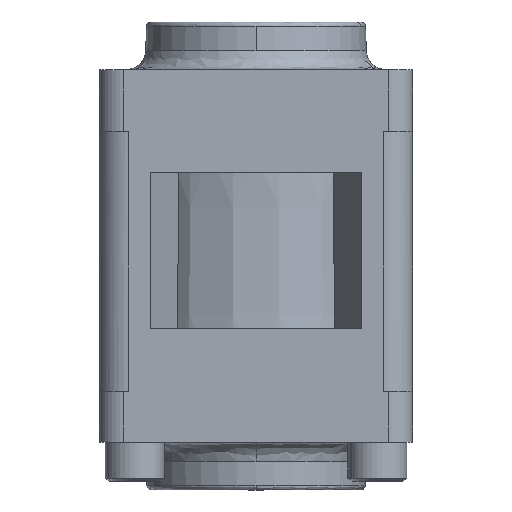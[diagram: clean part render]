
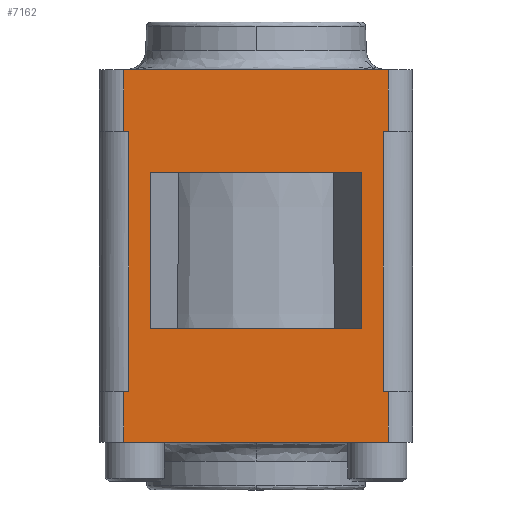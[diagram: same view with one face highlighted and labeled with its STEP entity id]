
A CAD part, front view. The second image highlights one B-rep face of the part: STEP entity #7162.
In plain terms, the highlighted planar face has unit normal (0, -1, 0).
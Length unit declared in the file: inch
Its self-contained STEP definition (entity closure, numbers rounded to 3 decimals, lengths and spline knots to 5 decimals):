
#103 = ORIENTED_EDGE ( 'NONE', *, *, #8637, .F. ) ;
#108 = LINE ( 'NONE', #12331, #8831 ) ;
#139 = EDGE_CURVE ( 'NONE', #11397, #260, #11903, .T. ) ;
#260 = VERTEX_POINT ( 'NONE', #12945 ) ;
#332 = LINE ( 'NONE', #4755, #12033 ) ;
#750 = CARTESIAN_POINT ( 'NONE',  ( -1., -1., -1.98515 ) ) ;
#821 = LINE ( 'NONE', #3019, #10446 ) ;
#946 = VERTEX_POINT ( 'NONE', #9530 ) ;
#973 = DIRECTION ( 'NONE',  ( 0., 0., 1. ) ) ;
#1108 = CARTESIAN_POINT ( 'NONE',  ( 0.8125, -1., -1.66015 ) ) ;
#1217 = CARTESIAN_POINT ( 'NONE',  ( -0.8125, -1., -1.66015 ) ) ;
#1515 = ORIENTED_EDGE ( 'NONE', *, *, #11682, .T. ) ;
#1662 = EDGE_CURVE ( 'NONE', #5074, #11502, #332, .T. ) ;
#1677 = EDGE_CURVE ( 'NONE', #6997, #11502, #108, .T. ) ;
#1877 = DIRECTION ( 'NONE',  ( 0., 0., 1. ) ) ;
#2394 = DIRECTION ( 'NONE',  ( -1., 0., 0. ) ) ;
#2460 = VECTOR ( 'NONE', #7383, 39.37008 ) ;
#2541 = VERTEX_POINT ( 'NONE', #9403 ) ;
#2559 = EDGE_CURVE ( 'NONE', #8753, #2541, #7340, .T. ) ;
#2625 = FACE_OUTER_BOUND ( 'NONE', #10539, .T. ) ;
#2722 = EDGE_CURVE ( 'NONE', #6045, #3112, #8244, .T. ) ;
#2723 = VECTOR ( 'NONE', #10866, 39.37008 ) ;
#2740 = DIRECTION ( 'NONE',  ( 1., 0., 0. ) ) ;
#2778 = EDGE_CURVE ( 'NONE', #11397, #946, #11882, .T. ) ;
#2859 = EDGE_CURVE ( 'NONE', #6007, #8652, #821, .T. ) ;
#3019 = CARTESIAN_POINT ( 'NONE',  ( 0., -1., -0.26215 ) ) ;
#3112 = VERTEX_POINT ( 'NONE', #4804 ) ;
#3489 = VECTOR ( 'NONE', #1877, 39.37008 ) ;
#3580 = ORIENTED_EDGE ( 'NONE', *, *, #6490, .T. ) ;
#3608 = VECTOR ( 'NONE', #2740, 39.37008 ) ;
#3751 = EDGE_CURVE ( 'NONE', #946, #6997, #11830, .T. ) ;
#3958 = CARTESIAN_POINT ( 'NONE',  ( 0., -1., -1.66015 ) ) ;
#3979 = CARTESIAN_POINT ( 'NONE',  ( 0., -1., -1.66015 ) ) ;
#3998 = VERTEX_POINT ( 'NONE', #9019 ) ;
#4011 = CARTESIAN_POINT ( 'NONE',  ( -0.844, -1., -1.98515 ) ) ;
#4327 = ORIENTED_EDGE ( 'NONE', *, *, #139, .F. ) ;
#4361 = ORIENTED_EDGE ( 'NONE', *, *, #7934, .F. ) ;
#4387 = CARTESIAN_POINT ( 'NONE',  ( -0.844, -1., -1.66015 ) ) ;
#4555 = ORIENTED_EDGE ( 'NONE', *, *, #2722, .T. ) ;
#4577 = VECTOR ( 'NONE', #5108, 39.37008 ) ;
#4595 = CARTESIAN_POINT ( 'NONE',  ( 0.675, -1., -1.26015 ) ) ;
#4755 = CARTESIAN_POINT ( 'NONE',  ( -1.0475, -1., 0. ) ) ;
#4799 = ORIENTED_EDGE ( 'NONE', *, *, #1677, .T. ) ;
#4804 = CARTESIAN_POINT ( 'NONE',  ( 0.844, -1., -1.98515 ) ) ;
#4912 = DIRECTION ( 'NONE',  ( 0., 0., -1. ) ) ;
#5021 = LINE ( 'NONE', #11729, #3489 ) ;
#5074 = VERTEX_POINT ( 'NONE', #14090 ) ;
#5101 = VECTOR ( 'NONE', #12597, 39.37008 ) ;
#5108 = DIRECTION ( 'NONE',  ( -1., 0., 0. ) ) ;
#5163 = CARTESIAN_POINT ( 'NONE',  ( 0.675, -1., -0.26215 ) ) ;
#5356 = DIRECTION ( 'NONE',  ( 0., 0., 1. ) ) ;
#5415 = VECTOR ( 'NONE', #5356, 39.37008 ) ;
#5496 = AXIS2_PLACEMENT_3D ( 'NONE', #3979, #11484, #4912 ) ;
#5639 = CARTESIAN_POINT ( 'NONE',  ( -0.675, -1., -1.26015 ) ) ;
#5719 = DIRECTION ( 'NONE',  ( 0., 0., -1. ) ) ;
#5920 = VECTOR ( 'NONE', #12690, 39.37008 ) ;
#6007 = VERTEX_POINT ( 'NONE', #6910 ) ;
#6045 = VERTEX_POINT ( 'NONE', #11536 ) ;
#6062 = FACE_BOUND ( 'NONE', #6667, .T. ) ;
#6234 = LINE ( 'NONE', #4011, #5101 ) ;
#6490 = EDGE_CURVE ( 'NONE', #13761, #10941, #6518, .T. ) ;
#6518 = LINE ( 'NONE', #13083, #2723 ) ;
#6531 = LINE ( 'NONE', #1108, #9818 ) ;
#6667 = EDGE_LOOP ( 'NONE', ( #103, #3580, #1515, #12952 ) ) ;
#6684 = ORIENTED_EDGE ( 'NONE', *, *, #8614, .T. ) ;
#6790 = LINE ( 'NONE', #1217, #13010 ) ;
#6910 = CARTESIAN_POINT ( 'NONE',  ( -0.675, -1., -0.26215 ) ) ;
#6991 = DIRECTION ( 'NONE',  ( 0., 0., -1. ) ) ;
#6997 = VERTEX_POINT ( 'NONE', #13494 ) ;
#7026 = EDGE_CURVE ( 'NONE', #5074, #3998, #6790, .T. ) ;
#7083 = ORIENTED_EDGE ( 'NONE', *, *, #7409, .T. ) ;
#7162 = ADVANCED_FACE ( 'NONE', ( #6062, #2625 ), #10411, .T. ) ;
#7340 = LINE ( 'NONE', #13974, #11354 ) ;
#7383 = DIRECTION ( 'NONE',  ( 0., 0., 1. ) ) ;
#7409 = EDGE_CURVE ( 'NONE', #3998, #9744, #9457, .T. ) ;
#7574 = EDGE_CURVE ( 'NONE', #2541, #260, #6531, .T. ) ;
#7934 = EDGE_CURVE ( 'NONE', #8753, #3112, #12278, .T. ) ;
#7991 = CARTESIAN_POINT ( 'NONE',  ( 0.844, -1., -1.98515 ) ) ;
#8082 = CARTESIAN_POINT ( 'NONE',  ( -0.675, -1., -1.26015 ) ) ;
#8244 = LINE ( 'NONE', #750, #3608 ) ;
#8472 = CARTESIAN_POINT ( 'NONE',  ( -31.8678, -1., 0.395 ) ) ;
#8614 = EDGE_CURVE ( 'NONE', #9744, #6045, #6234, .T. ) ;
#8637 = EDGE_CURVE ( 'NONE', #13761, #8652, #5021, .T. ) ;
#8652 = VERTEX_POINT ( 'NONE', #5163 ) ;
#8753 = VERTEX_POINT ( 'NONE', #13017 ) ;
#8831 = VECTOR ( 'NONE', #13185, 39.37008 ) ;
#9019 = CARTESIAN_POINT ( 'NONE',  ( -0.8125, -1., -1.66015 ) ) ;
#9033 = DIRECTION ( 'NONE',  ( -1., 0., 0. ) ) ;
#9152 = VECTOR ( 'NONE', #6991, 39.37008 ) ;
#9403 = CARTESIAN_POINT ( 'NONE',  ( 0.8125, -1., -1.66015 ) ) ;
#9457 = LINE ( 'NONE', #3958, #4577 ) ;
#9530 = CARTESIAN_POINT ( 'NONE',  ( 0.844, -1., 0.395 ) ) ;
#9603 = DIRECTION ( 'NONE',  ( 1., 0., 0. ) ) ;
#9616 = ORIENTED_EDGE ( 'NONE', *, *, #2778, .T. ) ;
#9744 = VERTEX_POINT ( 'NONE', #4387 ) ;
#9818 = VECTOR ( 'NONE', #973, 39.37008 ) ;
#9985 = LINE ( 'NONE', #5639, #5415 ) ;
#10411 = PLANE ( 'NONE',  #5496 ) ;
#10446 = VECTOR ( 'NONE', #9603, 39.37008 ) ;
#10481 = DIRECTION ( 'NONE',  ( -1., 0., 0. ) ) ;
#10539 = EDGE_LOOP ( 'NONE', ( #10646, #7083, #6684, #4555, #4361, #14125, #12204, #4327, #9616, #14088, #4799, #12326 ) ) ;
#10646 = ORIENTED_EDGE ( 'NONE', *, *, #7026, .T. ) ;
#10866 = DIRECTION ( 'NONE',  ( -1., 0., 0. ) ) ;
#10941 = VERTEX_POINT ( 'NONE', #8082 ) ;
#11354 = VECTOR ( 'NONE', #10481, 39.37008 ) ;
#11397 = VERTEX_POINT ( 'NONE', #12363 ) ;
#11484 = DIRECTION ( 'NONE',  ( 0., -1., 0. ) ) ;
#11502 = VERTEX_POINT ( 'NONE', #12577 ) ;
#11536 = CARTESIAN_POINT ( 'NONE',  ( -0.844, -1., -1.98515 ) ) ;
#11682 = EDGE_CURVE ( 'NONE', #10941, #6007, #9985, .T. ) ;
#11729 = CARTESIAN_POINT ( 'NONE',  ( 0.675, -1., -1.26015 ) ) ;
#11830 = LINE ( 'NONE', #8472, #5920 ) ;
#11882 = LINE ( 'NONE', #11948, #2460 ) ;
#11903 = LINE ( 'NONE', #12185, #12450 ) ;
#11948 = CARTESIAN_POINT ( 'NONE',  ( 0.844, -1., 4.6674 ) ) ;
#12033 = VECTOR ( 'NONE', #9033, 39.37008 ) ;
#12185 = CARTESIAN_POINT ( 'NONE',  ( -1.0475, -1., 0. ) ) ;
#12204 = ORIENTED_EDGE ( 'NONE', *, *, #7574, .T. ) ;
#12278 = LINE ( 'NONE', #7991, #9152 ) ;
#12326 = ORIENTED_EDGE ( 'NONE', *, *, #1662, .F. ) ;
#12331 = CARTESIAN_POINT ( 'NONE',  ( -0.844, -1., 4.6674 ) ) ;
#12363 = CARTESIAN_POINT ( 'NONE',  ( 0.844, -1., 0. ) ) ;
#12450 = VECTOR ( 'NONE', #2394, 39.37008 ) ;
#12577 = CARTESIAN_POINT ( 'NONE',  ( -0.844, -1., 0. ) ) ;
#12597 = DIRECTION ( 'NONE',  ( 0., 0., -1. ) ) ;
#12690 = DIRECTION ( 'NONE',  ( -1., 0., 0. ) ) ;
#12945 = CARTESIAN_POINT ( 'NONE',  ( 0.8125, -1., -0.00007 ) ) ;
#12952 = ORIENTED_EDGE ( 'NONE', *, *, #2859, .T. ) ;
#13010 = VECTOR ( 'NONE', #5719, 39.37008 ) ;
#13017 = CARTESIAN_POINT ( 'NONE',  ( 0.844, -1., -1.66015 ) ) ;
#13083 = CARTESIAN_POINT ( 'NONE',  ( 0., -1., -1.26015 ) ) ;
#13185 = DIRECTION ( 'NONE',  ( 0., 0., -1. ) ) ;
#13494 = CARTESIAN_POINT ( 'NONE',  ( -0.844, -1., 0.395 ) ) ;
#13761 = VERTEX_POINT ( 'NONE', #4595 ) ;
#13974 = CARTESIAN_POINT ( 'NONE',  ( 0., -1., -1.66015 ) ) ;
#14088 = ORIENTED_EDGE ( 'NONE', *, *, #3751, .T. ) ;
#14090 = CARTESIAN_POINT ( 'NONE',  ( -0.8125, -1., -0.00007 ) ) ;
#14125 = ORIENTED_EDGE ( 'NONE', *, *, #2559, .T. ) ;
